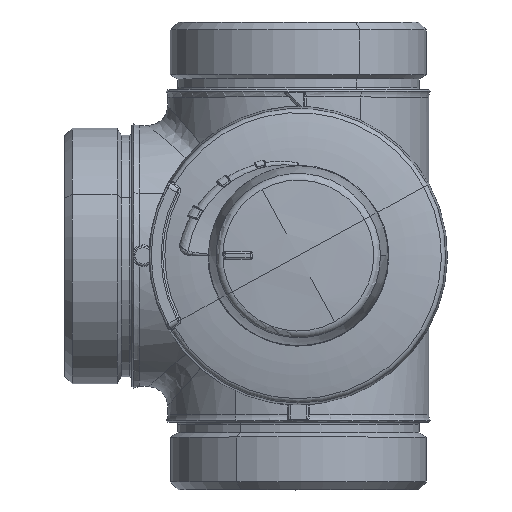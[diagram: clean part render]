
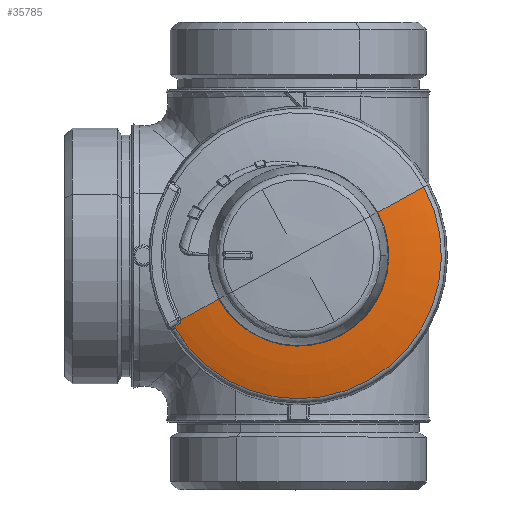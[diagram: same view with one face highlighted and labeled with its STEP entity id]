
A CAD part, top view. The second image highlights one B-rep face of the part: STEP entity #35785.
In plain terms, the highlighted toroidal (fillet/blend) face has major radius 15.055 mm and minor radius 80 mm.
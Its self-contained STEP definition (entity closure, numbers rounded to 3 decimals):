
#34936=AXIS2_PLACEMENT_3D('Circle Axis2P3D',#34934,#34935,$) ;
#35514=AXIS2_PLACEMENT_3D('Circle Axis2P3D',#35512,#35513,$) ;
#35701=AXIS2_PLACEMENT_3D('Torus Axis2P3D',#35698,#35699,#35700) ;
#35705=AXIS2_PLACEMENT_3D('Circle Axis2P3D',#35703,#35704,$) ;
#35712=AXIS2_PLACEMENT_3D('Circle Axis2P3D',#35710,#35711,$) ;
#34907=CARTESIAN_POINT('Vertex',(11.134,-20.381,7.477)) ;
#34914=CARTESIAN_POINT('Vertex',(-11.134,20.381,7.477)) ;
#34934=CARTESIAN_POINT('Axis2P3D Location',(0.,0.,7.477)) ;
#35398=CARTESIAN_POINT('Vertex',(17.606,-32.227,4.905)) ;
#35512=CARTESIAN_POINT('Axis2P3D Location',(0.,0.,4.905)) ;
#35516=CARTESIAN_POINT('Vertex',(-18.516,31.713,4.905)) ;
#35698=CARTESIAN_POINT('Axis2P3D Location',(0.,0.,-72.104)) ;
#35703=CARTESIAN_POINT('Axis2P3D Location',(-7.218,13.212,-72.104)) ;
#35707=CARTESIAN_POINT('Vertex',(-16.488,30.182,5.523)) ;
#35710=CARTESIAN_POINT('Axis2P3D Location',(7.218,-13.212,-72.104)) ;
#35762=CARTESIAN_POINT('Control Point',(-17.441,30.448,5.346)) ;
#35763=CARTESIAN_POINT('Control Point',(-17.306,30.303,5.396)) ;
#35764=CARTESIAN_POINT('Control Point',(-17.124,30.199,5.442)) ;
#35765=CARTESIAN_POINT('Control Point',(-16.898,30.149,5.481)) ;
#35766=CARTESIAN_POINT('Control Point',(-16.685,30.153,5.506)) ;
#35767=CARTESIAN_POINT('Control Point',(-16.488,30.182,5.523)) ;
#35768=CARTESIAN_POINT('Vertex',(-17.441,30.448,5.346)) ;
#35772=CARTESIAN_POINT('Control Point',(-18.516,31.713,4.905)) ;
#35773=CARTESIAN_POINT('Control Point',(-18.177,31.279,5.059)) ;
#35774=CARTESIAN_POINT('Control Point',(-17.822,30.857,5.206)) ;
#35775=CARTESIAN_POINT('Control Point',(-17.441,30.448,5.346)) ;
#34935=DIRECTION('Axis2P3D Direction',(0.,0.,1.)) ;
#35513=DIRECTION('Axis2P3D Direction',(0.,0.,1.)) ;
#35699=DIRECTION('Axis2P3D Direction',(0.,0.,1.)) ;
#35700=DIRECTION('Axis2P3D XDirection',(-0.479,0.878,0.)) ;
#35704=DIRECTION('Axis2P3D Direction',(0.878,0.479,0.)) ;
#35711=DIRECTION('Axis2P3D Direction',(-0.878,-0.479,0.)) ;
#35778=ORIENTED_EDGE('',*,*,#35518,.T.) ;
#35779=ORIENTED_EDGE('',*,*,#35714,.T.) ;
#35780=ORIENTED_EDGE('',*,*,#34938,.T.) ;
#35781=ORIENTED_EDGE('',*,*,#35709,.F.) ;
#35782=ORIENTED_EDGE('',*,*,#35770,.T.) ;
#35783=ORIENTED_EDGE('',*,*,#35776,.T.) ;
#35785=ADVANCED_FACE('',(#35784),#35702,.T.) ;
#35761=B_SPLINE_CURVE_WITH_KNOTS('',5,(#35762,#35763,#35764,#35765,#35766,#35767),.UNSPECIFIED.,.F.,.U.,(6,6),(1.343,2.434),.UNSPECIFIED.) ;
#35771=B_SPLINE_CURVE_WITH_KNOTS('',3,(#35772,#35773,#35774,#35775),.UNSPECIFIED.,.F.,.U.,(4,4),(3.873,6.271),.UNSPECIFIED.) ;
#34937=CIRCLE('generated circle',#34936,23.224) ;
#35515=CIRCLE('generated circle',#35514,36.723) ;
#35706=CIRCLE('generated circle',#35705,80.) ;
#35713=CIRCLE('generated circle',#35712,80.) ;
#35702=DEGENERATE_TOROIDAL_SURFACE('homeo Torus',#35701,15.055,80.,.T.) ;
#34938=EDGE_CURVE('',#34908,#34915,#34937,.F.) ;
#35518=EDGE_CURVE('',#35517,#35399,#35515,.T.) ;
#35709=EDGE_CURVE('',#35708,#34915,#35706,.T.) ;
#35714=EDGE_CURVE('',#35399,#34908,#35713,.T.) ;
#35770=EDGE_CURVE('',#35708,#35769,#35761,.F.) ;
#35776=EDGE_CURVE('',#35769,#35517,#35771,.F.) ;
#35777=EDGE_LOOP('',(#35778,#35779,#35780,#35781,#35782,#35783)) ;
#35784=FACE_OUTER_BOUND('',#35777,.T.) ;
#34908=VERTEX_POINT('',#34907) ;
#34915=VERTEX_POINT('',#34914) ;
#35399=VERTEX_POINT('',#35398) ;
#35517=VERTEX_POINT('',#35516) ;
#35708=VERTEX_POINT('',#35707) ;
#35769=VERTEX_POINT('',#35768) ;
